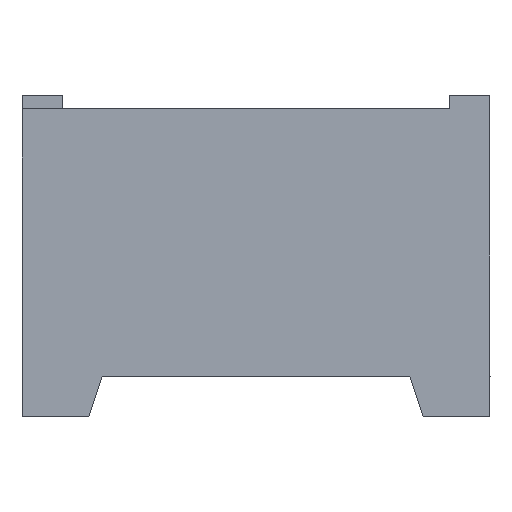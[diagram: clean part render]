
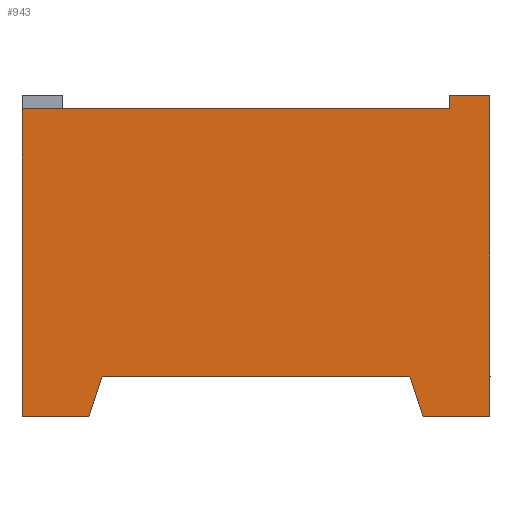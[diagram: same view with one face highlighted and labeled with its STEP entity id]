
A CAD part, front view. The second image highlights one B-rep face of the part: STEP entity #943.
In plain terms, the highlighted planar face has unit normal (0, -1, 0).
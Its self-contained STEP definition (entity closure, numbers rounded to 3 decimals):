
#48=PLANE('',#1014);
#100=FACE_OUTER_BOUND('',#160,.T.);
#160=EDGE_LOOP('',(#732,#733,#734,#735,#736,#737,#738,#739,#740,#741));
#211=LINE('',#1370,#317);
#215=LINE('',#1377,#321);
#243=LINE('',#1437,#349);
#245=LINE('',#1441,#351);
#246=LINE('',#1443,#352);
#247=LINE('',#1445,#353);
#248=LINE('',#1446,#354);
#249=LINE('',#1448,#355);
#250=LINE('',#1450,#356);
#251=LINE('',#1451,#357);
#317=VECTOR('',#1116,10.);
#321=VECTOR('',#1122,10.);
#349=VECTOR('',#1170,10.);
#351=VECTOR('',#1174,10.);
#352=VECTOR('',#1175,10.);
#353=VECTOR('',#1176,10.);
#354=VECTOR('',#1177,10.);
#355=VECTOR('',#1178,10.);
#356=VECTOR('',#1179,10.);
#357=VECTOR('',#1180,10.);
#451=VERTEX_POINT('',#1367);
#452=VERTEX_POINT('',#1369);
#454=VERTEX_POINT('',#1375);
#475=VERTEX_POINT('',#1434);
#476=VERTEX_POINT('',#1436);
#477=VERTEX_POINT('',#1440);
#478=VERTEX_POINT('',#1442);
#479=VERTEX_POINT('',#1444);
#480=VERTEX_POINT('',#1447);
#481=VERTEX_POINT('',#1449);
#542=EDGE_CURVE('',#451,#452,#211,.T.);
#546=EDGE_CURVE('',#451,#454,#215,.T.);
#574=EDGE_CURVE('',#475,#476,#243,.T.);
#576=EDGE_CURVE('',#477,#475,#245,.T.);
#577=EDGE_CURVE('',#478,#477,#246,.T.);
#578=EDGE_CURVE('',#479,#478,#247,.T.);
#579=EDGE_CURVE('',#452,#479,#248,.T.);
#580=EDGE_CURVE('',#480,#454,#249,.T.);
#581=EDGE_CURVE('',#480,#481,#250,.T.);
#582=EDGE_CURVE('',#476,#481,#251,.T.);
#732=ORIENTED_EDGE('',*,*,#576,.F.);
#733=ORIENTED_EDGE('',*,*,#577,.F.);
#734=ORIENTED_EDGE('',*,*,#578,.F.);
#735=ORIENTED_EDGE('',*,*,#579,.F.);
#736=ORIENTED_EDGE('',*,*,#542,.F.);
#737=ORIENTED_EDGE('',*,*,#546,.T.);
#738=ORIENTED_EDGE('',*,*,#580,.F.);
#739=ORIENTED_EDGE('',*,*,#581,.T.);
#740=ORIENTED_EDGE('',*,*,#582,.F.);
#741=ORIENTED_EDGE('',*,*,#574,.F.);
#943=ADVANCED_FACE('',(#100),#48,.F.);
#1014=AXIS2_PLACEMENT_3D('',#1439,#1172,#1173);
#1116=DIRECTION('',(1.,0.,0.));
#1122=DIRECTION('',(0.,0.,-1.));
#1170=DIRECTION('',(-0.316,0.,-0.949));
#1172=DIRECTION('center_axis',(0.,1.,0.));
#1173=DIRECTION('ref_axis',(0.,0.,-1.));
#1174=DIRECTION('',(-1.,0.,0.));
#1175=DIRECTION('',(-0.316,0.,0.949));
#1176=DIRECTION('',(-1.,0.,0.));
#1177=DIRECTION('',(0.,0.,-1.));
#1178=DIRECTION('',(1.,0.,0.));
#1179=DIRECTION('',(0.,0.,-1.));
#1180=DIRECTION('',(-1.,0.,0.));
#1367=CARTESIAN_POINT('',(160.,0.,105.));
#1369=CARTESIAN_POINT('',(175.,0.,105.));
#1370=CARTESIAN_POINT('',(167.5,0.,105.));
#1375=CARTESIAN_POINT('',(160.,0.,100.));
#1377=CARTESIAN_POINT('',(160.,0.,102.5));
#1434=CARTESIAN_POINT('',(30.,0.,0.));
#1436=CARTESIAN_POINT('',(25.,0.,-15.));
#1437=CARTESIAN_POINT('',(30.,0.,0.));
#1439=CARTESIAN_POINT('Origin',(87.5,0.,50.));
#1440=CARTESIAN_POINT('',(145.,0.,0.));
#1441=CARTESIAN_POINT('',(87.5,0.,0.));
#1442=CARTESIAN_POINT('',(150.,0.,-15.));
#1443=CARTESIAN_POINT('',(150.,0.,-15.));
#1444=CARTESIAN_POINT('',(175.,0.,-15.));
#1445=CARTESIAN_POINT('',(162.5,0.,-15.));
#1446=CARTESIAN_POINT('',(175.,0.,102.5));
#1447=CARTESIAN_POINT('',(0.,0.,100.));
#1448=CARTESIAN_POINT('',(87.5,0.,100.));
#1449=CARTESIAN_POINT('',(0.,0.,-15.));
#1450=CARTESIAN_POINT('',(0.,0.,50.));
#1451=CARTESIAN_POINT('',(12.5,0.,-15.));
